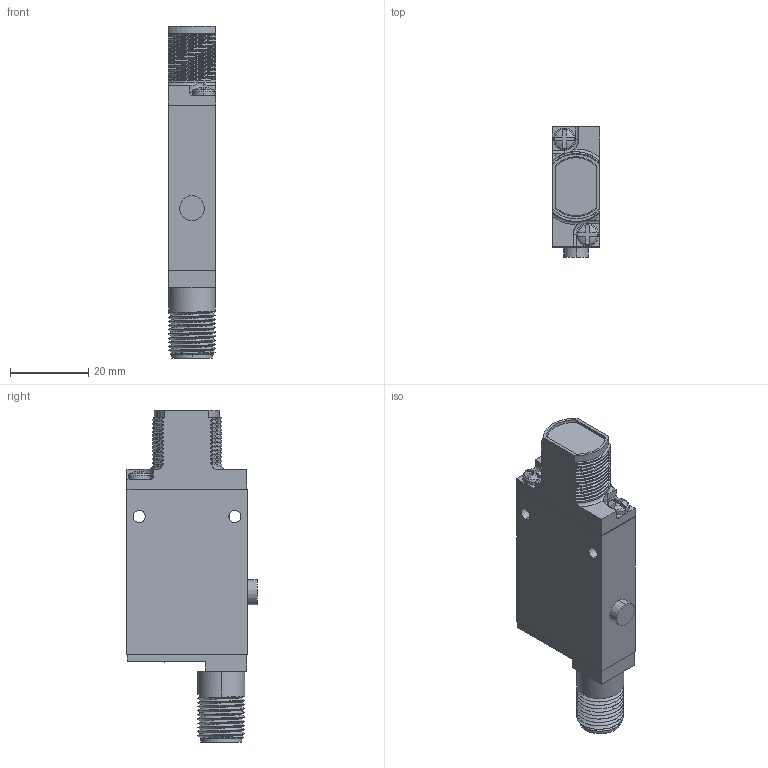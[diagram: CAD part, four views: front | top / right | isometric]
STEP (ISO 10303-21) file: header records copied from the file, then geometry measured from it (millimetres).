
FILE_DESCRIPTION((''),'2;1');
FILE_NAME('154464_SM01_ASM','2025-09-12T13:42:24',('banengservice'),('BANNER ENGINEERING'),'CREO PARAMETRIC BY PTC INC, 2022414','CREO PARAMETRIC BY PTC INC, 2022414','');
FILE_SCHEMA(('CONFIG_CONTROL_DESIGN'));
Length unit declared in the file: millimetre
Products named in the file (2): 154464_EP01; 154464_SM01_ASM
Assembly tree (1 placements, depth 2):
  154464_SM01_ASM
    154464_EP01
Bounding box: 12.09 x 33.32 x 84.69 mm (x, y, z)
Volume: 22356.7 mm3; surface area: 7928.5 mm2
Topology: 1 solids, 1 shells, 295 faces, 799 edges, 518 vertices
Faces by surface type: bspline 97, cylinder 89, plane 78, cone 11, torus 10, sphere 10
Entity records: 19856 total; most frequent: CARTESIAN_POINT 13093, ORIENTED_EDGE 1594, DIRECTION 1078, EDGE_CURVE 797, VERTEX_POINT 518, AXIS2_PLACEMENT_3D 374, VECTOR 330, LINE 330
